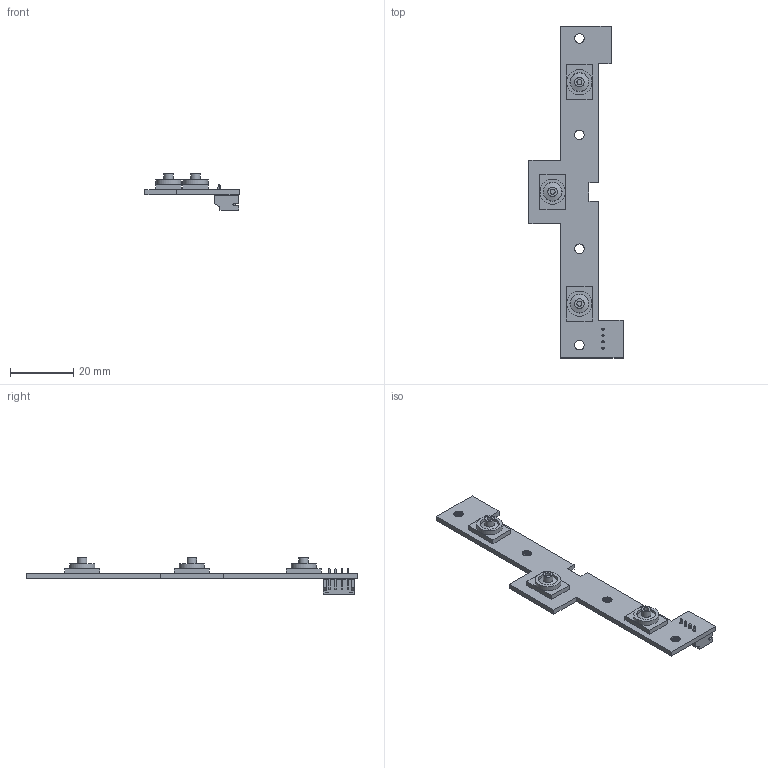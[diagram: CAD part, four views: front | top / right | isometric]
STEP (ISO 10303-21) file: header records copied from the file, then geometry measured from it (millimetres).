
FILE_DESCRIPTION(('KiCad electronic assembly'),'2;1');
FILE_NAME('LeftButtonsDesignLab.step','2024-01-29T22:05:24',('Pcbnew'),( 'Kicad'),'Open CASCADE STEP processor 7.6','KiCad to STEP converter' ,'Unknown');
FILE_SCHEMA(('AUTOMOTIVE_DESIGN { 1 0 10303 214 1 1 1 1 }'));
Length unit declared in the file: millimetre
Products named in the file (6): LeftButtonsDesignLab 1; Play Button TR12S v3; COMPOUND; S4B-PH-K-S(LF)(SN); PCB
Assembly tree (7 placements, depth 3):
  LeftButtonsDesignLab 1
    Play Button TR12S v3  x3
      COMPOUND
    S4B-PH-K-S(LF)(SN)
      COMPOUND
    PCB
Bounding box: 29.78 x 105 x 11.5 mm (x, y, z)
Volume: 3329.1 mm3; surface area: 5350.8 mm2
Topology: 12 solids, 12 shells, 371 faces, 985 edges, 640 vertices
Faces by surface type: plane 331, cylinder 37, cone 3
Full cylindrical faces by diameter (mm): 0.7 x4, 1.6 x3, 3 x3, 5.8 x3, 6 x3, 8 x3
Entity records: 22727 total; most frequent: CARTESIAN_POINT 3892, DIRECTION 3477, LINE 2652, VECTOR 2652, ORIENTED_EDGE 1842, PCURVE 1842, DEFINITIONAL_REPRESENTATION 1842, EDGE_CURVE 921
